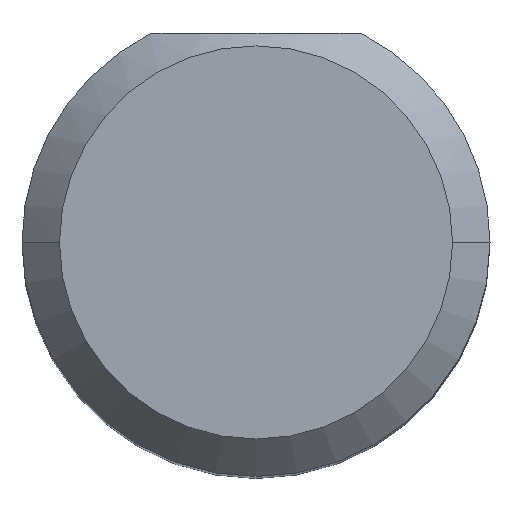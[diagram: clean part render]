
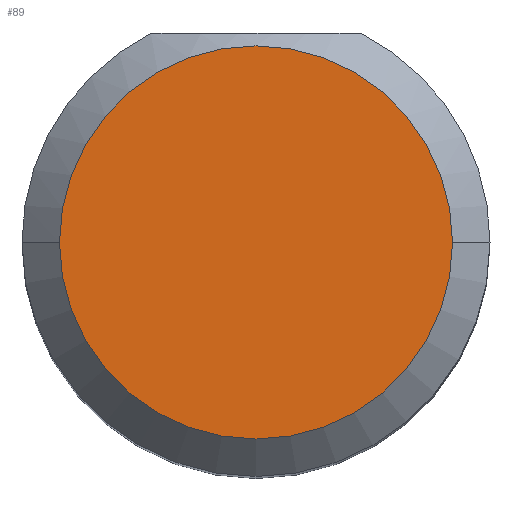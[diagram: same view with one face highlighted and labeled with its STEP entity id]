
A CAD part, top view. The second image highlights one B-rep face of the part: STEP entity #89.
In plain terms, the highlighted planar face has unit normal (0, 0, 1).
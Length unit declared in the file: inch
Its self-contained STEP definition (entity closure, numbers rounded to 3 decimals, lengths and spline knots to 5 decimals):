
#6 = EDGE_LOOP ( 'NONE', ( #649, #886 ) ) ;
#76 = DIRECTION ( 'NONE',  ( 1., 0., 0. ) ) ;
#88 = CARTESIAN_POINT ( 'NONE',  ( 0., 0., 2. ) ) ;
#89 = ADVANCED_FACE ( 'NONE', ( #701 ), #754, .T. ) ;
#94 = CARTESIAN_POINT ( 'NONE',  ( 0., 0., 2. ) ) ;
#95 = AXIS2_PLACEMENT_3D ( 'NONE', #88, #1031, #196 ) ;
#159 = CARTESIAN_POINT ( 'NONE',  ( 0., 0., 2. ) ) ;
#196 = DIRECTION ( 'NONE',  ( 1., 0., 0. ) ) ;
#230 = EDGE_CURVE ( 'NONE', #1052, #663, #821, .T. ) ;
#297 = CIRCLE ( 'NONE', #944, 0.07875 ) ;
#437 = AXIS2_PLACEMENT_3D ( 'NONE', #94, #955, #961 ) ;
#508 = DIRECTION ( 'NONE',  ( 0., 0., 1. ) ) ;
#526 = EDGE_CURVE ( 'NONE', #663, #1052, #297, .T. ) ;
#649 = ORIENTED_EDGE ( 'NONE', *, *, #230, .T. ) ;
#663 = VERTEX_POINT ( 'NONE', #800 ) ;
#701 = FACE_OUTER_BOUND ( 'NONE', #6, .T. ) ;
#754 = PLANE ( 'NONE',  #95 ) ;
#786 = CARTESIAN_POINT ( 'NONE',  ( -0.07875, 0., 2. ) ) ;
#800 = CARTESIAN_POINT ( 'NONE',  ( 0.07875, 0., 2. ) ) ;
#821 = CIRCLE ( 'NONE', #437, 0.07875 ) ;
#886 = ORIENTED_EDGE ( 'NONE', *, *, #526, .T. ) ;
#944 = AXIS2_PLACEMENT_3D ( 'NONE', #159, #508, #76 ) ;
#955 = DIRECTION ( 'NONE',  ( 0., 0., 1. ) ) ;
#961 = DIRECTION ( 'NONE',  ( 1., 0., 0. ) ) ;
#1031 = DIRECTION ( 'NONE',  ( 0., 0., 1. ) ) ;
#1052 = VERTEX_POINT ( 'NONE', #786 ) ;
